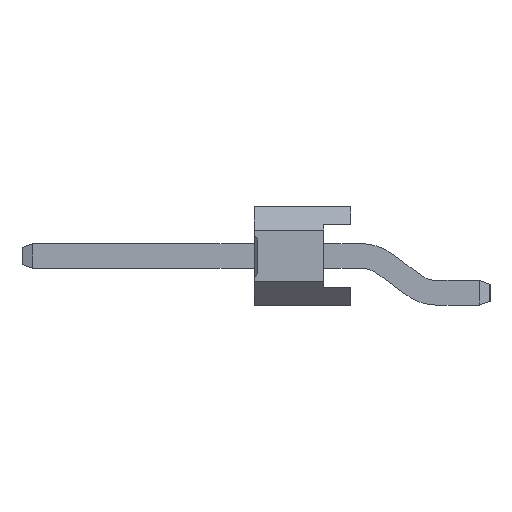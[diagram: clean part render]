
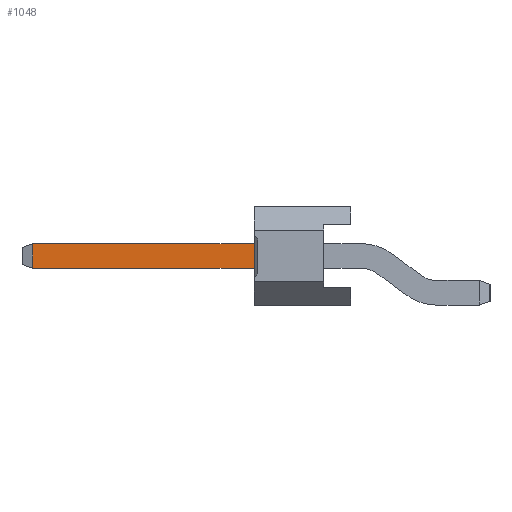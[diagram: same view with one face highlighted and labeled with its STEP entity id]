
A CAD part, left-side view. The second image highlights one B-rep face of the part: STEP entity #1048.
In plain terms, the highlighted planar face has unit normal (-1, 0, 0).
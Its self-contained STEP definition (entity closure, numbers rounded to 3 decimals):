
#1048=ADVANCED_FACE('',(#4639),#4641,.T.);
#4639=FACE_BOUND('',#4640,.T.);
#4640=EDGE_LOOP('',(#7556,#7557,#7558,#7559));
#4641=PLANE('',#4642);
#4642=AXIS2_PLACEMENT_3D('',#4643,#4644,#4645);
#4643=CARTESIAN_POINT('',(-0.32,-0.85,0.));
#4644=DIRECTION('',(-1.,0.,0.));
#4645=DIRECTION('',(0.,0.,1.));
#7556=ORIENTED_EDGE('',*,*,#9082,.F.);
#7557=ORIENTED_EDGE('',*,*,#9455,.T.);
#7558=ORIENTED_EDGE('',*,*,#9456,.F.);
#7559=ORIENTED_EDGE('',*,*,#9457,.F.);
#9082=EDGE_CURVE('',#10295,#10297,#10298,.T.);
#9455=EDGE_CURVE('',#10295,#10914,#10916,.T.);
#9456=EDGE_CURVE('',#10917,#10914,#10918,.T.);
#9457=EDGE_CURVE('',#10297,#10917,#10919,.T.);
#10295=VERTEX_POINT('',#12339);
#10297=VERTEX_POINT('',#12343);
#10298=LINE('',#12344,#12345);
#10914=VERTEX_POINT('',#13704);
#10916=LINE('',#13708,#13709);
#10917=VERTEX_POINT('',#13711);
#10918=LINE('',#13712,#13713);
#10919=LINE('',#13715,#13716);
#12339=CARTESIAN_POINT('',(-0.32,5.25,1.59));
#12343=CARTESIAN_POINT('',(-0.32,5.25,0.95));
#12344=CARTESIAN_POINT('',(-0.32,5.25,1.59));
#12345=VECTOR('',#12346,1.);
#12346=DIRECTION('',(0.,0.,-1.));
#13704=CARTESIAN_POINT('',(-0.32,10.975,1.59));
#13708=CARTESIAN_POINT('',(-0.32,5.25,1.59));
#13709=VECTOR('',#13710,1.);
#13710=DIRECTION('',(0.,1.,0.));
#13711=CARTESIAN_POINT('',(-0.32,10.975,0.95));
#13712=CARTESIAN_POINT('',(-0.32,10.975,0.95));
#13713=VECTOR('',#13714,1.);
#13714=DIRECTION('',(0.,0.,1.));
#13715=CARTESIAN_POINT('',(-0.32,5.25,0.95));
#13716=VECTOR('',#13717,1.);
#13717=DIRECTION('',(0.,1.,0.));
